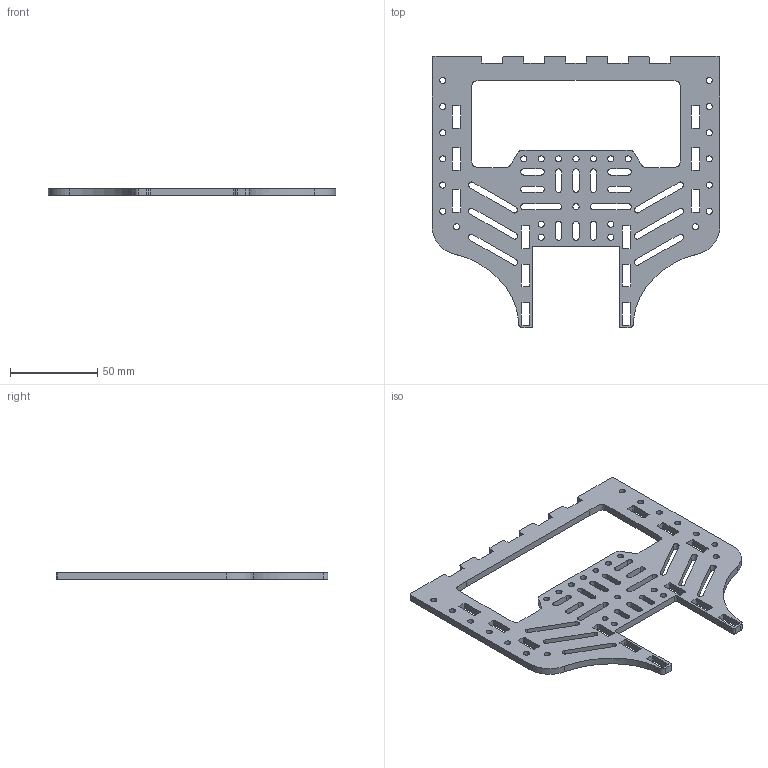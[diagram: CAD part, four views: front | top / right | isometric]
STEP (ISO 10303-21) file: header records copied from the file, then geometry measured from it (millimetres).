
FILE_DESCRIPTION(('STEP AP242'), '1');
FILE_NAME('TopPlate', '', ('UNSPECIFIED'), ('UNSPECIFIED'), 'C3D Converter', 'C3D Toolkit', '');
FILE_SCHEMA(('AP242_MANAGED_MODEL_BASED_3D_ENGINEERING_MIM_LF { 1 0 10303 442 1 1 4 }'));
Length unit declared in the file: millimetre
Bounding box: 165 x 156 x 4 mm (x, y, z)
Volume: 48395.3 mm3; surface area: 34498.5 mm2
Topology: 1 solids, 1 shells, 258 faces, 768 edges, 513 vertices
Faces by surface type: cylinder 128, plane 120, bspline 8, extrusion 2
Full cylindrical faces by diameter (mm): 3.5 x26
Entity records: 8914 total; most frequent: CARTESIAN_POINT 1656, ORIENTED_EDGE 1484, DIRECTION 1476, EDGE_CURVE 742, VERTEX_POINT 512, AXIS2_PLACEMENT_3D 505, VECTOR 466, LINE 464
